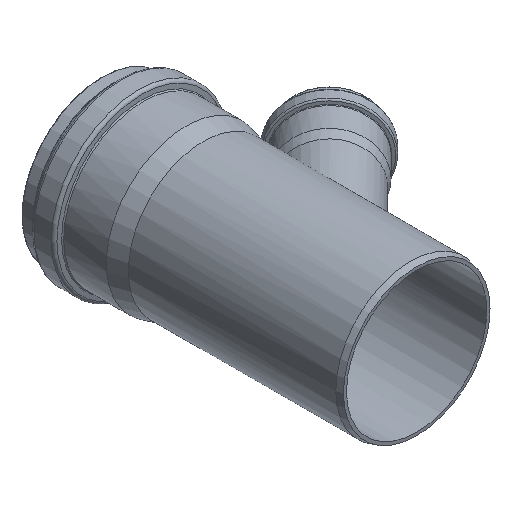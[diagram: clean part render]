
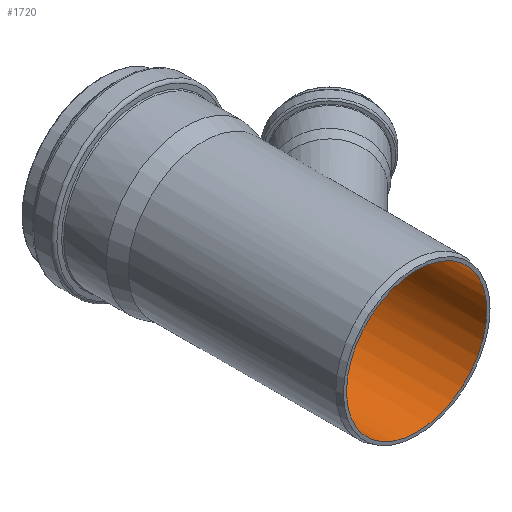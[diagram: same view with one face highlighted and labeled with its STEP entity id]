
A CAD part, isometric view. The second image highlights one B-rep face of the part: STEP entity #1720.
In plain terms, the highlighted cylindrical face has radius 93.85 mm (diameter 187.7 mm), a full revolution.
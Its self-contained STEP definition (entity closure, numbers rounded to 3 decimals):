
#100=LINE('',#4164,#141);
#101=LINE('',#4166,#142);
#141=VECTOR('',#2380,93.85);
#142=VECTOR('',#2381,93.85);
#264=CIRCLE('',#1922,93.85);
#265=CIRCLE('',#1923,93.85);
#266=CIRCLE('',#1924,93.85);
#267=CIRCLE('',#1925,93.85);
#375=CYLINDRICAL_SURFACE('',#1921,93.85);
#428=FACE_OUTER_BOUND('',#508,.T.);
#508=EDGE_LOOP('',(#1425,#1426,#1427,#1428,#1429,#1430,#1431,#1432,#1433,
#1434,#1435));
#581=B_SPLINE_CURVE_WITH_KNOTS('',3,(#4022,#4023,#4024,#4025,#4026,#4027,
#4028,#4029,#4030,#4031,#4032,#4033,#4034,#4035,#4036,#4037,#4038,#4039),
 .UNSPECIFIED.,.F.,.F.,(4,2,2,2,2,2,2,2,4),(0.,1.163,2.326,
3.49,4.653,5.64,6.627,7.614,
8.601),.UNSPECIFIED.);
#582=B_SPLINE_CURVE_WITH_KNOTS('',3,(#4041,#4042,#4043,#4044,#4045,#4046,
#4047,#4048,#4049,#4050,#4051,#4052,#4053,#4054,#4055,#4056,#4057,#4058),
 .UNSPECIFIED.,.F.,.F.,(4,2,2,2,2,2,2,2,4),(28.049,29.074,
30.099,31.124,32.15,33.836,35.522,
37.209,38.895),.UNSPECIFIED.);
#583=B_SPLINE_CURVE_WITH_KNOTS('',3,(#4059,#4060,#4061,#4062,#4063,#4064,
#4065,#4066,#4067,#4068,#4069,#4070,#4071,#4072,#4073,#4074,#4075,#4076,
#4077,#4078,#4079,#4080,#4081,#4082,#4083,#4084,#4085,#4086,#4087,#4088,
#4089,#4090,#4091,#4092),.UNSPECIFIED.,.F.,.F.,(4,2,2,2,2,2,2,2,2,2,2,2,
2,2,2,2,4),(8.601,9.56,10.518,11.477,
12.436,13.628,14.819,16.011,17.203,
18.889,20.575,22.262,23.948,24.973,
25.998,27.024,28.049),.UNSPECIFIED.);
#684=VERTEX_POINT('',#4020);
#685=VERTEX_POINT('',#4021);
#686=VERTEX_POINT('',#4040);
#711=VERTEX_POINT('',#4161);
#712=VERTEX_POINT('',#4162);
#713=VERTEX_POINT('',#4165);
#714=VERTEX_POINT('',#4167);
#933=EDGE_CURVE('',#684,#685,#581,.T.);
#934=EDGE_CURVE('',#686,#684,#582,.T.);
#935=EDGE_CURVE('',#685,#686,#583,.T.);
#970=EDGE_CURVE('',#711,#712,#264,.T.);
#971=EDGE_CURVE('',#712,#686,#100,.T.);
#972=EDGE_CURVE('',#685,#713,#101,.T.);
#973=EDGE_CURVE('',#714,#713,#265,.T.);
#974=EDGE_CURVE('',#713,#714,#266,.T.);
#975=EDGE_CURVE('',#712,#711,#267,.T.);
#1425=ORIENTED_EDGE('',*,*,#970,.T.);
#1426=ORIENTED_EDGE('',*,*,#971,.T.);
#1427=ORIENTED_EDGE('',*,*,#934,.T.);
#1428=ORIENTED_EDGE('',*,*,#933,.T.);
#1429=ORIENTED_EDGE('',*,*,#972,.T.);
#1430=ORIENTED_EDGE('',*,*,#973,.F.);
#1431=ORIENTED_EDGE('',*,*,#974,.F.);
#1432=ORIENTED_EDGE('',*,*,#972,.F.);
#1433=ORIENTED_EDGE('',*,*,#935,.T.);
#1434=ORIENTED_EDGE('',*,*,#971,.F.);
#1435=ORIENTED_EDGE('',*,*,#975,.T.);
#1720=ADVANCED_FACE('',(#428),#375,.F.);
#1921=AXIS2_PLACEMENT_3D('',#4160,#2376,#2377);
#1922=AXIS2_PLACEMENT_3D('',#4163,#2378,#2379);
#1923=AXIS2_PLACEMENT_3D('',#4168,#2382,#2383);
#1924=AXIS2_PLACEMENT_3D('',#4169,#2384,#2385);
#1925=AXIS2_PLACEMENT_3D('',#4170,#2386,#2387);
#2376=DIRECTION('center_axis',(0.,1.,0.));
#2377=DIRECTION('ref_axis',(-1.,0.,0.));
#2378=DIRECTION('center_axis',(0.,1.,0.));
#2379=DIRECTION('ref_axis',(1.,0.,0.));
#2380=DIRECTION('',(0.,-1.,0.));
#2381=DIRECTION('',(0.,-1.,0.));
#2382=DIRECTION('center_axis',(0.,1.,0.));
#2383=DIRECTION('ref_axis',(1.,0.,0.));
#2384=DIRECTION('center_axis',(0.,1.,0.));
#2385=DIRECTION('ref_axis',(1.,0.,0.));
#2386=DIRECTION('center_axis',(0.,1.,0.));
#2387=DIRECTION('ref_axis',(1.,0.,0.));
#4020=CARTESIAN_POINT('',(78.293,195.293,51.75));
#4021=CARTESIAN_POINT('',(93.85,137.664,0.));
#4022=CARTESIAN_POINT('Ctrl Pts',(78.293,195.293,51.75));
#4023=CARTESIAN_POINT('Ctrl Pts',(78.293,191.415,51.75));
#4024=CARTESIAN_POINT('Ctrl Pts',(78.44,187.369,51.53));
#4025=CARTESIAN_POINT('Ctrl Pts',(79.132,179.304,50.461));
#4026=CARTESIAN_POINT('Ctrl Pts',(79.679,175.285,49.61));
#4027=CARTESIAN_POINT('Ctrl Pts',(81.154,167.62,47.157));
#4028=CARTESIAN_POINT('Ctrl Pts',(82.085,163.965,45.55));
#4029=CARTESIAN_POINT('Ctrl Pts',(84.163,157.298,41.587));
#4030=CARTESIAN_POINT('Ctrl Pts',(85.305,154.286,39.23));
#4031=CARTESIAN_POINT('Ctrl Pts',(87.37,149.455,34.355));
#4032=CARTESIAN_POINT('Ctrl Pts',(88.346,147.415,31.804));
#4033=CARTESIAN_POINT('Ctrl Pts',(90.165,143.876,26.206));
#4034=CARTESIAN_POINT('Ctrl Pts',(91.007,142.375,23.158));
#4035=CARTESIAN_POINT('Ctrl Pts',(92.397,139.989,16.773));
#4036=CARTESIAN_POINT('Ctrl Pts',(92.946,139.101,13.429));
#4037=CARTESIAN_POINT('Ctrl Pts',(93.673,137.938,6.688));
#4038=CARTESIAN_POINT('Ctrl Pts',(93.85,137.664,3.29));
#4039=CARTESIAN_POINT('Ctrl Pts',(93.85,137.664,0.));
#4040=CARTESIAN_POINT('',(93.85,284.036,0.));
#4041=CARTESIAN_POINT('Ctrl Pts',(93.85,284.036,0.));
#4042=CARTESIAN_POINT('Ctrl Pts',(93.85,284.036,3.417));
#4043=CARTESIAN_POINT('Ctrl Pts',(93.662,283.368,6.727));
#4044=CARTESIAN_POINT('Ctrl Pts',(92.997,280.974,13.017));
#4045=CARTESIAN_POINT('Ctrl Pts',(92.52,279.247,15.997));
#4046=CARTESIAN_POINT('Ctrl Pts',(91.389,275.069,21.536));
#4047=CARTESIAN_POINT('Ctrl Pts',(90.736,272.615,24.098));
#4048=CARTESIAN_POINT('Ctrl Pts',(89.371,267.346,28.748));
#4049=CARTESIAN_POINT('Ctrl Pts',(88.661,264.53,30.836));
#4050=CARTESIAN_POINT('Ctrl Pts',(86.856,257.128,35.698));
#4051=CARTESIAN_POINT('Ctrl Pts',(85.684,252.072,38.377));
#4052=CARTESIAN_POINT('Ctrl Pts',(83.433,241.393,43.053));
#4053=CARTESIAN_POINT('Ctrl Pts',(82.354,235.771,45.047));
#4054=CARTESIAN_POINT('Ctrl Pts',(80.485,224.275,48.306));
#4055=CARTESIAN_POINT('Ctrl Pts',(79.697,218.403,49.57));
#4056=CARTESIAN_POINT('Ctrl Pts',(78.6,206.723,51.293));
#4057=CARTESIAN_POINT('Ctrl Pts',(78.293,200.914,51.75));
#4058=CARTESIAN_POINT('Ctrl Pts',(78.293,195.293,51.75));
#4059=CARTESIAN_POINT('Ctrl Pts',(93.85,137.664,0.));
#4060=CARTESIAN_POINT('Ctrl Pts',(93.85,137.664,-3.196));
#4061=CARTESIAN_POINT('Ctrl Pts',(93.683,137.923,-6.5));
#4062=CARTESIAN_POINT('Ctrl Pts',(92.994,139.023,-13.067));
#4063=CARTESIAN_POINT('Ctrl Pts',(92.473,139.864,-16.33));
#4064=CARTESIAN_POINT('Ctrl Pts',(91.15,142.124,-22.577));
#4065=CARTESIAN_POINT('Ctrl Pts',(90.347,143.546,-25.566));
#4066=CARTESIAN_POINT('Ctrl Pts',(88.602,146.899,-31.079));
#4067=CARTESIAN_POINT('Ctrl Pts',(87.661,148.832,-33.602));
#4068=CARTESIAN_POINT('Ctrl Pts',(85.599,153.544,-38.595));
#4069=CARTESIAN_POINT('Ctrl Pts',(84.419,156.573,-41.069));
#4070=CARTESIAN_POINT('Ctrl Pts',(82.264,163.312,-45.233));
#4071=CARTESIAN_POINT('Ctrl Pts',(81.292,167.022,-46.923));
#4072=CARTESIAN_POINT('Ctrl Pts',(79.748,174.826,-49.501));
#4073=CARTESIAN_POINT('Ctrl Pts',(79.174,178.929,-50.396));
#4074=CARTESIAN_POINT('Ctrl Pts',(78.448,187.177,-51.519));
#4075=CARTESIAN_POINT('Ctrl Pts',(78.293,191.321,-51.75));
#4076=CARTESIAN_POINT('Ctrl Pts',(78.293,200.914,-51.75));
#4077=CARTESIAN_POINT('Ctrl Pts',(78.6,206.723,-51.293));
#4078=CARTESIAN_POINT('Ctrl Pts',(79.697,218.403,-49.57));
#4079=CARTESIAN_POINT('Ctrl Pts',(80.485,224.275,-48.306));
#4080=CARTESIAN_POINT('Ctrl Pts',(82.354,235.771,-45.047));
#4081=CARTESIAN_POINT('Ctrl Pts',(83.433,241.393,-43.053));
#4082=CARTESIAN_POINT('Ctrl Pts',(85.684,252.072,-38.377));
#4083=CARTESIAN_POINT('Ctrl Pts',(86.856,257.128,-35.698));
#4084=CARTESIAN_POINT('Ctrl Pts',(88.661,264.53,-30.836));
#4085=CARTESIAN_POINT('Ctrl Pts',(89.371,267.346,-28.748));
#4086=CARTESIAN_POINT('Ctrl Pts',(90.736,272.615,-24.098));
#4087=CARTESIAN_POINT('Ctrl Pts',(91.389,275.069,-21.536));
#4088=CARTESIAN_POINT('Ctrl Pts',(92.52,279.247,-15.997));
#4089=CARTESIAN_POINT('Ctrl Pts',(92.997,280.974,-13.017));
#4090=CARTESIAN_POINT('Ctrl Pts',(93.662,283.368,-6.727));
#4091=CARTESIAN_POINT('Ctrl Pts',(93.85,284.036,-3.417));
#4092=CARTESIAN_POINT('Ctrl Pts',(93.85,284.036,0.));
#4160=CARTESIAN_POINT('Origin',(0.,143.124,0.));
#4161=CARTESIAN_POINT('',(93.092,286.249,11.901));
#4162=CARTESIAN_POINT('',(93.85,286.249,0.));
#4163=CARTESIAN_POINT('Origin',(0.,286.249,0.));
#4164=CARTESIAN_POINT('',(93.85,143.124,0.));
#4165=CARTESIAN_POINT('',(93.85,0.,0.));
#4166=CARTESIAN_POINT('',(93.85,143.124,0.));
#4167=CARTESIAN_POINT('',(-93.85,0.,0.));
#4168=CARTESIAN_POINT('Origin',(0.,0.,0.));
#4169=CARTESIAN_POINT('Origin',(0.,0.,0.));
#4170=CARTESIAN_POINT('Origin',(0.,286.249,0.));
